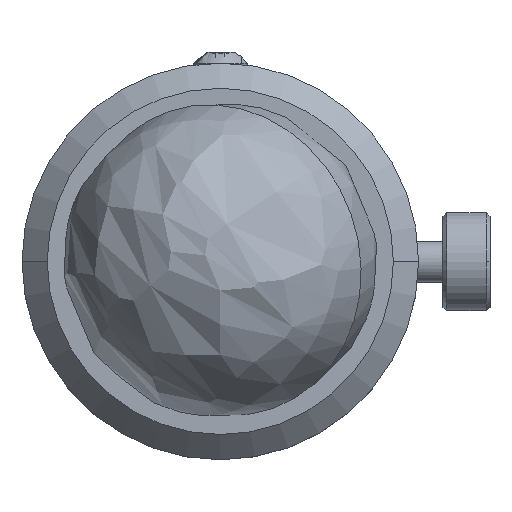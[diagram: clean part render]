
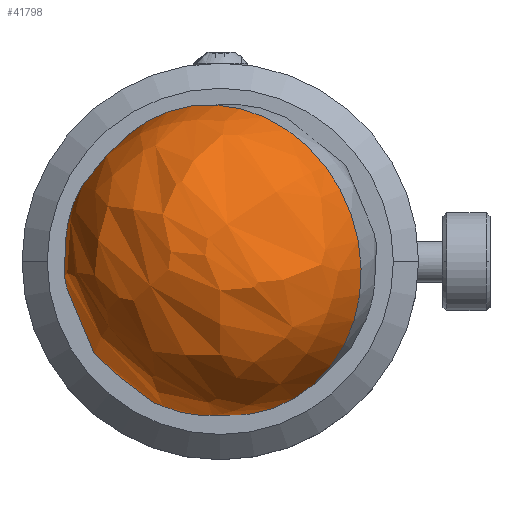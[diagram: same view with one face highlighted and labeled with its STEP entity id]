
A CAD part, top view. The second image highlights one B-rep face of the part: STEP entity #41798.
In plain terms, the highlighted free-form (B-spline) face has degree [3, 3] with [4, 4] control points.
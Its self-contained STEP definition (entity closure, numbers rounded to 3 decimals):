
#6765 = EDGE_LOOP ( 'NONE', ( #42375, #42376 ) ) ;
#6799 = CIRCLE ( 'NONE', #11324, 1.587 ) ;
#6801 = CIRCLE ( 'NONE', #11323, 1.587 ) ;
#11323 = AXIS2_PLACEMENT_3D ( 'NONE', #19686, #19688, #19690 ) ;
#11324 = AXIS2_PLACEMENT_3D ( 'NONE', #19694, #19696, #19698 ) ;
#16602 = EDGE_CURVE ( 'NONE', #42294, #42306, #6801, .T. ) ;
#16603 = EDGE_CURVE ( 'NONE', #42294, #42306, #6799, .T. ) ;
#19686 = CARTESIAN_POINT ( 'NONE',  ( 0., 0.021, 20.688 ) ) ;
#19688 = DIRECTION ( 'NONE',  ( -0.446, -0.163, 0.88 ) ) ;
#19690 = DIRECTION ( 'NONE',  ( 0.667, 0.594, 0.449 ) ) ;
#19694 = CARTESIAN_POINT ( 'NONE',  ( 0., 0.021, 20.688 ) ) ;
#19696 = DIRECTION ( 'NONE',  ( 0.446, 0.163, -0.88 ) ) ;
#19698 = DIRECTION ( 'NONE',  ( 0.667, 0.594, 0.449 ) ) ;
#21169 = FACE_OUTER_BOUND ( 'NONE', #6765, .T. ) ;
#23409 = CARTESIAN_POINT ( 'NONE',  ( 1.06, 0.964, 21.401 ) ) ;
#23415 = CARTESIAN_POINT ( 'NONE',  ( 1.06, 0.964, 21.401 ) ) ;
#23418 = CARTESIAN_POINT ( 'NONE',  ( 1.06, 0.964, 21.401 ) ) ;
#23419 = CARTESIAN_POINT ( 'NONE',  ( 1.06, 0.964, 21.401 ) ) ;
#23420 = CARTESIAN_POINT ( 'NONE',  ( -0.833, 3.465, 20.905 ) ) ;
#23421 = CARTESIAN_POINT ( 'NONE',  ( -3.667, 2.428, 26.492 ) ) ;
#23422 = CARTESIAN_POINT ( 'NONE',  ( 0.119, -2.573, 27.484 ) ) ;
#23423 = CARTESIAN_POINT ( 'NONE',  ( 2.952, -1.536, 21.897 ) ) ;
#23424 = CARTESIAN_POINT ( 'NONE',  ( -2.952, 1.578, 19.48 ) ) ;
#23425 = CARTESIAN_POINT ( 'NONE',  ( -5.786, 0.541, 25.067 ) ) ;
#23426 = CARTESIAN_POINT ( 'NONE',  ( -2., -4.46, 26.059 ) ) ;
#23427 = CARTESIAN_POINT ( 'NONE',  ( 0.833, -3.423, 20.472 ) ) ;
#23428 = CARTESIAN_POINT ( 'NONE',  ( -1.06, -0.923, 19.976 ) ) ;
#23429 = CARTESIAN_POINT ( 'NONE',  ( -1.06, -0.923, 19.976 ) ) ;
#23430 = CARTESIAN_POINT ( 'NONE',  ( -1.06, -0.923, 19.976 ) ) ;
#23431 = CARTESIAN_POINT ( 'NONE',  ( -1.06, -0.923, 19.976 ) ) ;
#34396 = CARTESIAN_POINT ( 'NONE',  ( 1.06, 0.964, 21.401 ) ) ;
#34406 = CARTESIAN_POINT ( 'NONE',  ( -1.06, -0.923, 19.976 ) ) ;
#38006 =( BOUNDED_SURFACE ( )  B_SPLINE_SURFACE ( 3, 3, ( 
 ( #23415, #23409, #23418, #23419 ),
 ( #23420, #23421, #23422, #23423 ),
 ( #23424, #23425, #23426, #23427 ),
 ( #23428, #23429, #23430, #23431 ) ),
 .UNSPECIFIED., .F., .F., .F. ) 
 B_SPLINE_SURFACE_WITH_KNOTS ( ( 4, 4 ),
 ( 4, 4 ),
 ( 0., 1. ),
 ( 0., 1. ),
 .UNSPECIFIED. ) 
 GEOMETRIC_REPRESENTATION_ITEM ( )  RATIONAL_B_SPLINE_SURFACE ( (
 ( 1., 0.333, 0.333, 1.),
 ( 0.333, 0.111, 0.111, 0.333),
 ( 0.333, 0.111, 0.111, 0.333),
 ( 1., 0.333, 0.333, 1.) ) ) 
 REPRESENTATION_ITEM ( '' )  SURFACE ( )  );
#41798 = ADVANCED_FACE ( 'NONE', ( #21169 ), #38006, .T. ) ;
#42294 = VERTEX_POINT ( 'NONE', #34396 ) ;
#42306 = VERTEX_POINT ( 'NONE', #34406 ) ;
#42375 = ORIENTED_EDGE ( 'NONE', *, *, #16603, .F. ) ;
#42376 = ORIENTED_EDGE ( 'NONE', *, *, #16602, .T. ) ;
